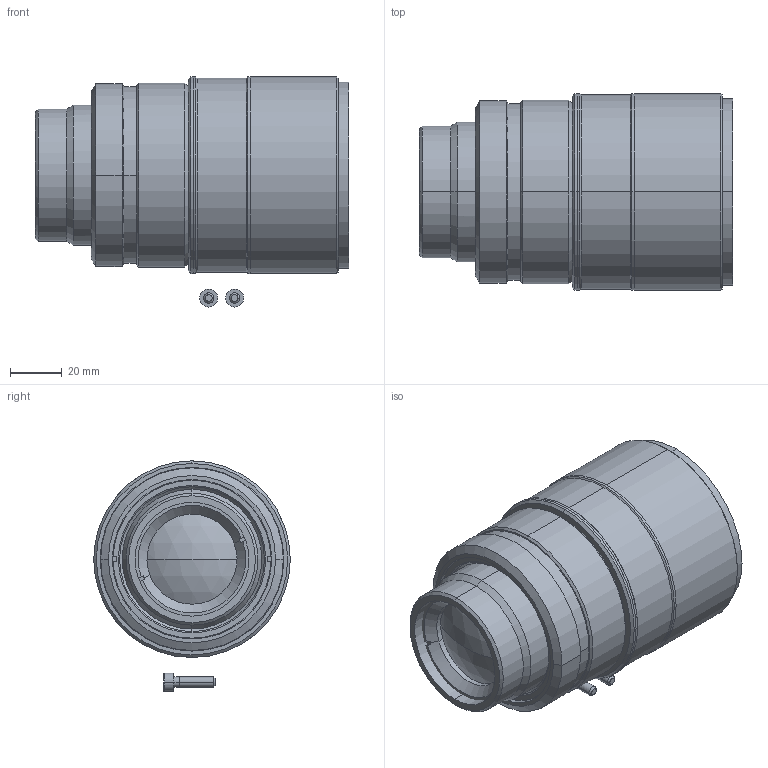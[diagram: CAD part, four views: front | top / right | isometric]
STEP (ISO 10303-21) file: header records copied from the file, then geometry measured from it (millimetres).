
FILE_DESCRIPTION (( 'STEP AP214' ), '1' );
FILE_NAME ('MC12K008.STEP', '2013-04-26T09:10:24', ( 'Work' ), ( '' ), 'SwSTEP 2.0', 'SolidWorks 2013', '' );
FILE_SCHEMA (( 'AUTOMOTIVE_DESIGN' ));
Length unit declared in the file: millimetre
Products named in the file (1): MC12K008
Bounding box: 120.99 x 76 x 88.99 mm (x, y, z)
Surface area: 65204.1 mm2 (no closed solid volume)
Topology: 0 solids, 16 shells, 139 faces, 345 edges, 225 vertices
Faces by surface type: cylinder 54, plane 41, cone 38, torus 4, sphere 2
Entity records: 5850 total; most frequent: CARTESIAN_POINT 914, DIRECTION 785, ORIENTED_EDGE 594, EDGE_CURVE 345, AXIS2_PLACEMENT_3D 316, VERTEX_POINT 225, CIRCLE 176, EDGE_LOOP 162
